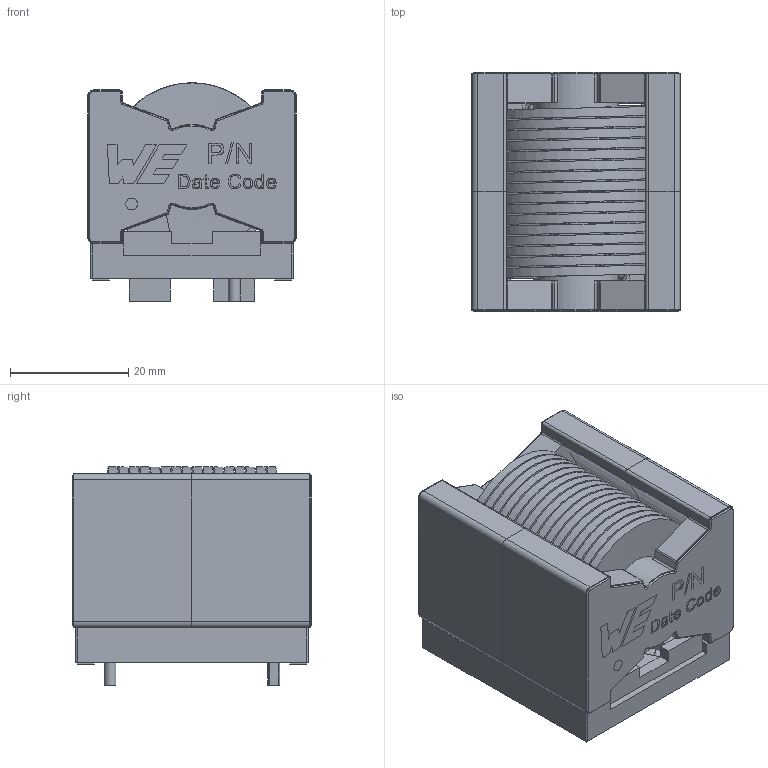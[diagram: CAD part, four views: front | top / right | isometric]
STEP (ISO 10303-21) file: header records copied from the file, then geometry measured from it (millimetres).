
FILE_DESCRIPTION(/* description */ ('Unknown'),/* implementation_level */ '2;1');
FILE_NAME(/* name */ '3540_7443763540xxx_1,5 wire',/* time_stamp */ '2023-01-23T10:05:06+01:00',/* author */ ('Unknown'),/* organization */ ('Unknown'),/* preprocessor_version */ 'ST-DEVELOPER v16.7',/* originating_system */ 'Solid Edge',/* authorisation */ 'Unknown');
FILE_SCHEMA (('AUTOMOTIVE_DESIGN {1 0 10303 214 3 1 1}'));
Length unit declared in the file: millimetre
Products named in the file (6): 3540_7443763540xxx_1,5 wire; Base_PM9820; Core_PQ35.2-40.5A; Coil; Marking; Pin
Assembly tree (6 placements, depth 2):
  3540_7443763540xxx_1,5 wire
    Base_PM9820
    Core_PQ35.2-40.5A  x2
    Coil
    Marking
    Pin
Bounding box: 35.2 x 40.51 x 36.9 mm (x, y, z)
Volume: 35160.5 mm3; surface area: 32694.4 mm2
Topology: 19 solids, 19 shells, 533 faces, 1361 edges, 866 vertices
Faces by surface type: plane 339, cylinder 120, cone 46, bspline 26, torus 2
Full cylindrical faces by diameter (mm): 2 x4, 2.2 x2, 14.4 x2
Entity records: 15474 total; most frequent: CARTESIAN_POINT 5674, ORIENTED_EDGE 1986, DIRECTION 1770, EDGE_CURVE 993, LINE 680, VECTOR 680, VERTEX_POINT 649, AXIS2_PLACEMENT_3D 545
